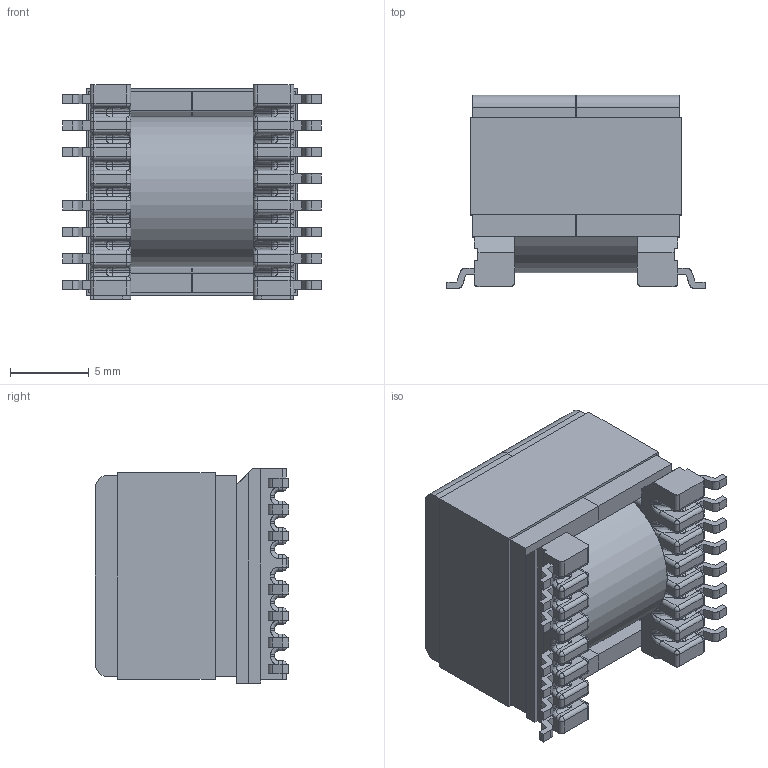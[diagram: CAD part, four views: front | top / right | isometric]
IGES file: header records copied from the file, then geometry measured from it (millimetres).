
Start section: SolidWorks IGES file using analytic representation for surfaces
Global section: file name: EP13_4480_MP4.IGS; native system: SolidWorks 2017; preprocessor: SolidWorks 2017; author: e.wtnpm; date: 210706.145118; units: inch
Bounding box: 16.42 x 12.27 x 13.64 mm (x, y, z)
Surface area: 3268.9 mm2 (no closed solid volume)
Topology: 0 solids, 0 shells, 700 faces, 4649 edges, 4594 vertices
Faces by surface type: bspline 366, revolution 334
